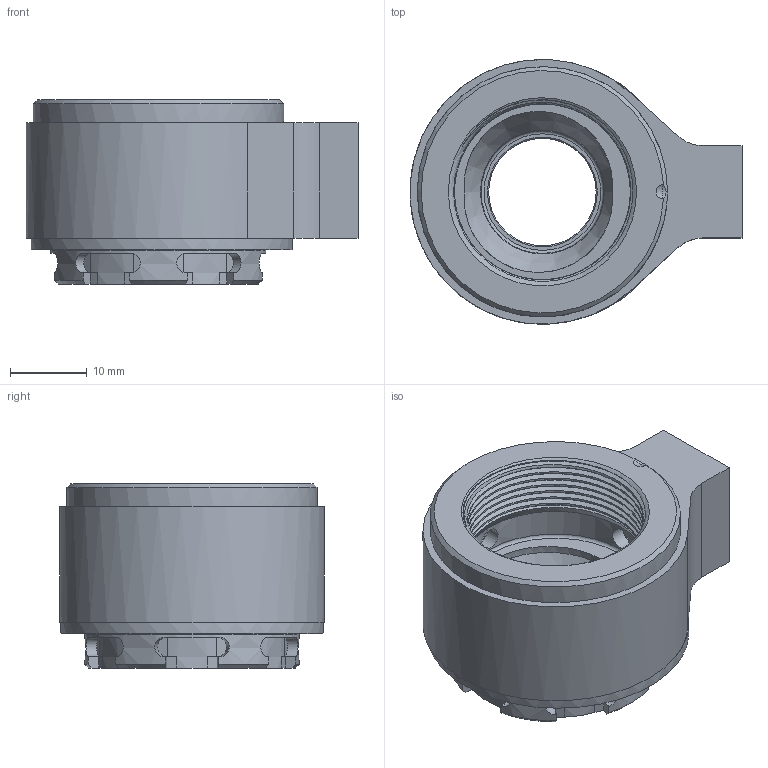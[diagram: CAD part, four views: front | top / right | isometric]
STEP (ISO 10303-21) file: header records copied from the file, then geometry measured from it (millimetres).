
FILE_DESCRIPTION(/* description */ (''),/* implementation_level */ '2;1');
FILE_NAME(/* name */ '372059000.stp',/* time_stamp */ '2022-09-23T11:14:07',/* author */ ('Ratnasingam Jekanthan'),/* organization */ ('REGO-FIX'),/* preprocessor_version */ ' Unknown',/* originating_system */ 'SIEMENS PLM Software Solid Edge ST10',/* authorization */ 'Unknown');
FILE_SCHEMA (('AUTOMOTIVE_DESIGN { 1 0 10303 214 2 1 1}'));
Length unit declared in the file: millimetre
Products named in the file (1): 0013487
Bounding box: 43.25 x 34.5 x 24 mm (x, y, z)
Volume: 12240 mm3; surface area: 11076.6 mm2
Topology: 1 solids, 4 shells, 193 faces, 488 edges, 308 vertices
Faces by surface type: plane 86, cylinder 63, torus 21, cone 18, bspline 3, sphere 2
Full cylindrical faces by diameter (mm): 2 x2, 3 x4, 3.5 x1, 8.566 x2, 14 x1, 16 x2, 18.5 x2, 24.3 x1, 26.6 x1, 26.8 x2, 28 x2, 30.7 x5, 32.6 x1
Entity records: 8211 total; most frequent: CARTESIAN_POINT 2615, DIRECTION 908, ORIENTED_EDGE 788, EDGE_CURVE 394, AXIS2_PLACEMENT_3D 371, VERTEX_POINT 276, EDGE_LOOP 274, FACE_BOUND 274
